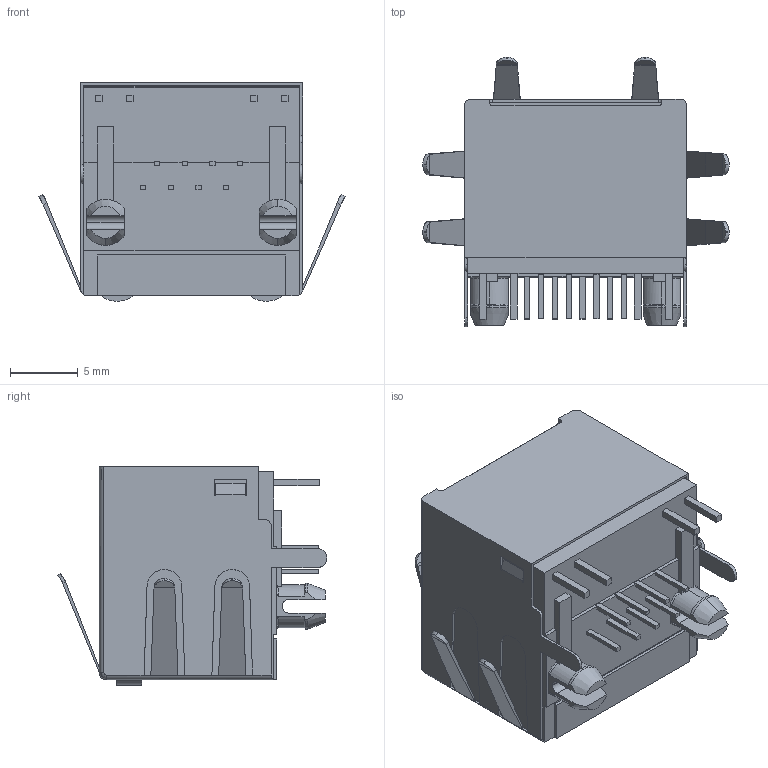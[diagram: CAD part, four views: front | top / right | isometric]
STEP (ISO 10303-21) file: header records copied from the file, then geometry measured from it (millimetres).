
FILE_DESCRIPTION(('CATIA V5 STEP Exchange','CAx-IF Rec.Pracs.--- Model Styling and Organization---1.4--- 2014-01-23'),'2;1');
FILE_NAME ('269889-2_0_2562880000_2562880000.stp','2019-06-26T09:33:02+00:00',('none'),('Weidmueller'),'CATIA Version 5-6 Release 2016 SP3 HF44','CATIA V5 STEP AP214','none');
FILE_SCHEMA(('AUTOMOTIVE_DESIGN { 1 0 10303 214 1 1 1 1 }'));
Length unit declared in the file: millimetre
Products named in the file (1): 2562880000
Bounding box: 22.58 x 19.87 x 16.11 mm (x, y, z)
Volume: 2166.5 mm3; surface area: 3316.5 mm2
Topology: 5 solids, 5 shells, 467 faces, 1321 edges, 868 vertices
Faces by surface type: plane 363, cylinder 79, cone 15, torus 8, sphere 2
Entity records: 15596 total; most frequent: CARTESIAN_POINT 3775, ORIENTED_EDGE 2638, DIRECTION 2078, EDGE_CURVE 1319, VECTOR 1054, LINE 1054, VERTEX_POINT 868, AXIS2_PLACEMENT_3D 558
